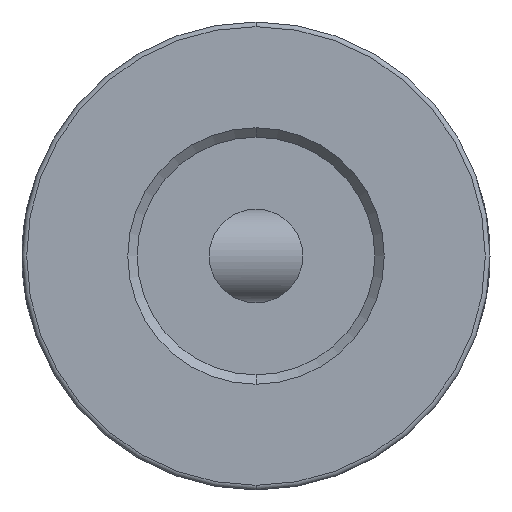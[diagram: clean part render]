
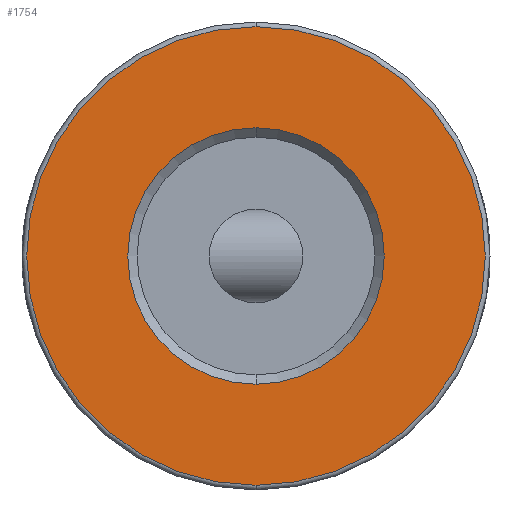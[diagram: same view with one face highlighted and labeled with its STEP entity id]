
A CAD part, front view. The second image highlights one B-rep face of the part: STEP entity #1754.
In plain terms, the highlighted planar face has unit normal (0, -1, 0).
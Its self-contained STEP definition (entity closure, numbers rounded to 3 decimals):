
#41 = AXIS2_PLACEMENT_3D ( 'NONE', #3002, #315, #1928 ) ;
#105 = CIRCLE ( 'NONE', #1674, 12.25 ) ;
#203 = CIRCLE ( 'NONE', #487, 12.25 ) ;
#283 = AXIS2_PLACEMENT_3D ( 'NONE', #915, #1980, #1196 ) ;
#315 = DIRECTION ( 'NONE',  ( 0., 1., 0. ) ) ;
#352 = EDGE_LOOP ( 'NONE', ( #2856, #3075 ) ) ;
#357 = DIRECTION ( 'NONE',  ( 0., -1., 0. ) ) ;
#404 = EDGE_CURVE ( 'NONE', #3166, #1586, #105, .T. ) ;
#450 = CIRCLE ( 'NONE', #283, 6.85 ) ;
#453 = CARTESIAN_POINT ( 'NONE',  ( -22.505, -16.102, 37.75 ) ) ;
#487 = AXIS2_PLACEMENT_3D ( 'NONE', #541, #1891, #2154 ) ;
#505 = DIRECTION ( 'NONE',  ( 0., 0., 1. ) ) ;
#541 = CARTESIAN_POINT ( 'NONE',  ( -22.505, -16.102, 50. ) ) ;
#651 = EDGE_LOOP ( 'NONE', ( #2990, #785 ) ) ;
#785 = ORIENTED_EDGE ( 'NONE', *, *, #2081, .T. ) ;
#790 = DIRECTION ( 'NONE',  ( 0., 1., 0. ) ) ;
#915 = CARTESIAN_POINT ( 'NONE',  ( -22.505, -16.102, 50. ) ) ;
#1196 = DIRECTION ( 'NONE',  ( 0., 0., 1. ) ) ;
#1298 = PLANE ( 'NONE',  #1943 ) ;
#1324 = EDGE_CURVE ( 'NONE', #2060, #3317, #450, .T. ) ;
#1482 = DIRECTION ( 'NONE',  ( 0., 0., 1. ) ) ;
#1586 = VERTEX_POINT ( 'NONE', #453 ) ;
#1674 = AXIS2_PLACEMENT_3D ( 'NONE', #2748, #357, #1482 ) ;
#1754 = ADVANCED_FACE ( 'NONE', ( #2599, #2844 ), #1298, .F. ) ;
#1891 = DIRECTION ( 'NONE',  ( 0., -1., 0. ) ) ;
#1928 = DIRECTION ( 'NONE',  ( 0., 0., 1. ) ) ;
#1943 = AXIS2_PLACEMENT_3D ( 'NONE', #2583, #790, #505 ) ;
#1980 = DIRECTION ( 'NONE',  ( 0., 1., 0. ) ) ;
#2060 = VERTEX_POINT ( 'NONE', #3456 ) ;
#2081 = EDGE_CURVE ( 'NONE', #3317, #2060, #2387, .T. ) ;
#2154 = DIRECTION ( 'NONE',  ( 0., 0., 1. ) ) ;
#2193 = EDGE_CURVE ( 'NONE', #1586, #3166, #203, .T. ) ;
#2387 = CIRCLE ( 'NONE', #41, 6.85 ) ;
#2549 = CARTESIAN_POINT ( 'NONE',  ( -22.505, -16.102, 62.25 ) ) ;
#2573 = CARTESIAN_POINT ( 'NONE',  ( -22.505, -16.102, 56.85 ) ) ;
#2583 = CARTESIAN_POINT ( 'NONE',  ( -22.505, -16.102, 50. ) ) ;
#2599 = FACE_OUTER_BOUND ( 'NONE', #352, .T. ) ;
#2748 = CARTESIAN_POINT ( 'NONE',  ( -22.505, -16.102, 50. ) ) ;
#2844 = FACE_BOUND ( 'NONE', #651, .T. ) ;
#2856 = ORIENTED_EDGE ( 'NONE', *, *, #404, .T. ) ;
#2990 = ORIENTED_EDGE ( 'NONE', *, *, #1324, .T. ) ;
#3002 = CARTESIAN_POINT ( 'NONE',  ( -22.505, -16.102, 50. ) ) ;
#3075 = ORIENTED_EDGE ( 'NONE', *, *, #2193, .T. ) ;
#3166 = VERTEX_POINT ( 'NONE', #2549 ) ;
#3317 = VERTEX_POINT ( 'NONE', #2573 ) ;
#3456 = CARTESIAN_POINT ( 'NONE',  ( -22.505, -16.102, 43.15 ) ) ;
